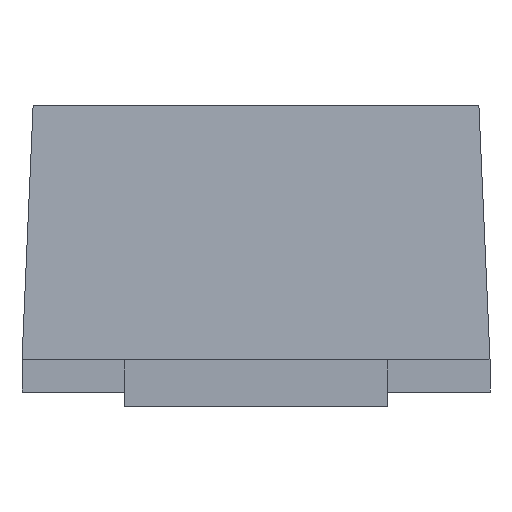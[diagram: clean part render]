
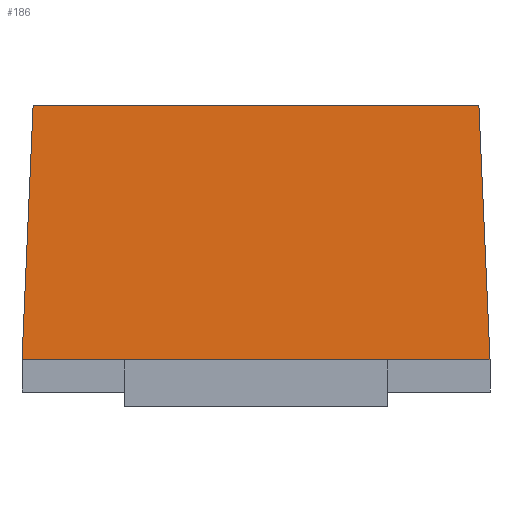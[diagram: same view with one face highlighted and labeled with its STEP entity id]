
A CAD part, left-side view. The second image highlights one B-rep face of the part: STEP entity #186.
In plain terms, the highlighted face is planar.
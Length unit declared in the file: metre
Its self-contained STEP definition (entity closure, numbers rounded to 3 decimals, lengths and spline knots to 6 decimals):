
#186=ADVANCED_FACE('0:79',(#329),#330,.F.);
#329=FACE_OUTER_BOUND('',#455,.T.);
#330=PLANE('',#456);
#455=EDGE_LOOP('',(#645,#646,#647,#648,#649,#650));
#456=AXIS2_PLACEMENT_3D('',#651,#652,#653);
#645=ORIENTED_EDGE('',*,*,#830,.F.);
#646=ORIENTED_EDGE('',*,*,#783,.F.);
#647=ORIENTED_EDGE('',*,*,#840,.F.);
#648=ORIENTED_EDGE('',*,*,#818,.F.);
#649=ORIENTED_EDGE('',*,*,#841,.F.);
#650=ORIENTED_EDGE('',*,*,#804,.F.);
#651=CARTESIAN_POINT('',(0.0,0.001262,0.00103));
#652=DIRECTION('',(0.0,-0.999,-0.044));
#653=DIRECTION('',(0.0,0.044,-0.999));
#783=EDGE_CURVE('0:94',#887,#890,#891,.T.);
#804=EDGE_CURVE('0:148',#924,#926,#927,.T.);
#818=EDGE_CURVE('0:178',#945,#940,#947,.T.);
#830=EDGE_CURVE('0:199',#890,#924,#961,.T.);
#840=EDGE_CURVE('0:217',#940,#887,#973,.T.);
#841=EDGE_CURVE('0:220',#926,#945,#974,.T.);
#887=VERTEX_POINT('NONE',#1036);
#890=VERTEX_POINT('NONE',#1040);
#891=LINE('',#1041,#1042);
#924=VERTEX_POINT('NONE',#1091);
#926=VERTEX_POINT('NONE',#1094);
#927=LINE('',#1095,#1096);
#940=VERTEX_POINT('NONE',#1115);
#945=VERTEX_POINT('NONE',#1122);
#947=LINE('',#1125,#1126);
#961=LINE('',#1146,#1147);
#973=LINE('',#1164,#1165);
#974=LINE('',#1166,#1167);
#1036=CARTESIAN_POINT('',(-0.0008,0.0013,0.00016));
#1040=CARTESIAN_POINT('',(-0.00045,0.0013,0.00016));
#1041=CARTESIAN_POINT('',(-0.0008,0.0013,0.00016));
#1042=VECTOR('',#1255,1.0);
#1091=CARTESIAN_POINT('',(0.00045,0.0013,0.00016));
#1094=CARTESIAN_POINT('',(0.0008,0.0013,0.00016));
#1095=CARTESIAN_POINT('',(-0.0008,0.0013,0.00016));
#1096=VECTOR('',#1273,1.0);
#1115=CARTESIAN_POINT('',(-0.000762,0.001262,0.00103));
#1122=CARTESIAN_POINT('',(0.000762,0.001262,0.00103));
#1125=CARTESIAN_POINT('',(0.0,0.001262,0.00103));
#1126=VECTOR('',#1283,1.0);
#1146=CARTESIAN_POINT('',(-0.0008,0.0013,0.00016));
#1147=VECTOR('',#1290,1.0);
#1164=CARTESIAN_POINT('',(-0.000761,0.001261,0.001063));
#1165=VECTOR('',#1296,1.0);
#1166=CARTESIAN_POINT('',(0.00076,0.00126,0.001085));
#1167=VECTOR('',#1297,1.0);
#1255=DIRECTION('',(1.0,0.0,0.0));
#1273=DIRECTION('',(1.0,0.0,0.0));
#1283=DIRECTION('',(-1.0,0.0,0.0));
#1290=DIRECTION('',(1.0,0.0,0.0));
#1296=DIRECTION('',(-0.044,0.044,-0.998));
#1297=DIRECTION('',(-0.044,-0.044,0.998));
